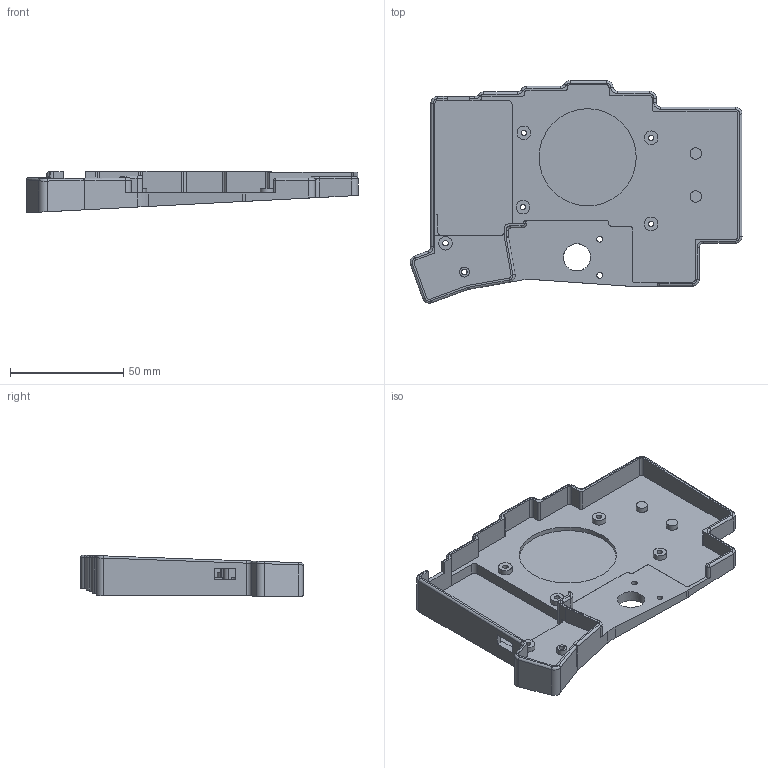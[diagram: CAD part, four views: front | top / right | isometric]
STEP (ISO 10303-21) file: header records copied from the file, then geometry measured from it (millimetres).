
FILE_DESCRIPTION(/* description */ ('STEP AP242','CAx-IF Rec.Pracs.---Representation and Presentation of Product Manufacturing Information (PMI)---4.0---2014-10-13','CAx-IF Rec.Pracs.---3D Tessellated Geometry---0.4---2014-09-14','2;1'),/* implementation_level */ '2;1');
FILE_NAME(/* name */ '6745cd9ef2983b7f25d4ab48',/* time_stamp */ '2024-11-26T13:31:11Z',/* author */ (''),/* organization */ (''),/* preprocessor_version */ 'ST-DEVELOPER v20',/* originating_system */ 'ONSHAPE BY PTC INC, 1.190',/* authorisation */ ' ');
FILE_SCHEMA (('AP242_MANAGED_MODEL_BASED_3D_ENGINEERING_MIM_LF { 1 0 10303 442 1 1 4 }'));
Length unit declared in the file: metre
Products named in the file (1): bottom_plate
Bounding box: 146.87 x 98.47 x 18.45 mm (x, y, z)
Volume: 45402.4 mm3; surface area: 33995.4 mm2
Topology: 1 solids, 1 shells, 213 faces, 548 edges, 352 vertices
Faces by surface type: cylinder 106, plane 83, bspline 23, sphere 1
Full cylindrical faces by diameter (mm): 2.4 x6, 2.5 x2, 4.4 x9, 5 x2, 6 x5, 12 x1, 43 x1
Entity records: 6586 total; most frequent: CARTESIAN_POINT 1377, DIRECTION 1132, ORIENTED_EDGE 1026, EDGE_CURVE 513, AXIS2_PLACEMENT_3D 430, VERTEX_POINT 344, EDGE_LOOP 275, FACE_BOUND 275
